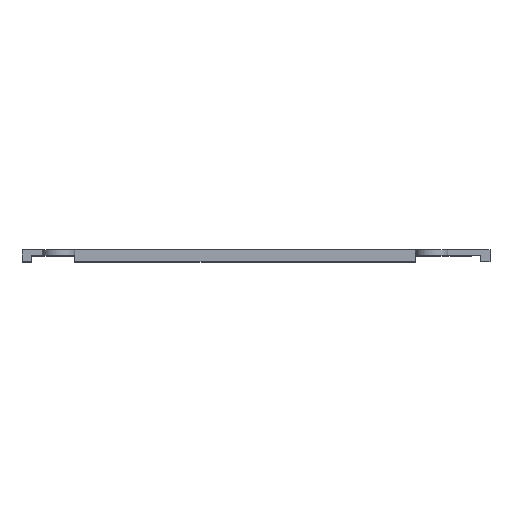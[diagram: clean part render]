
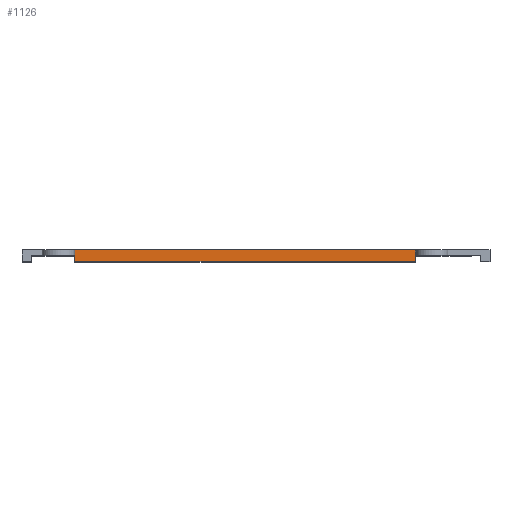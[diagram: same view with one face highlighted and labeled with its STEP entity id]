
A CAD part, top view. The second image highlights one B-rep face of the part: STEP entity #1126.
In plain terms, the highlighted planar face has unit normal (0, 0, 1).
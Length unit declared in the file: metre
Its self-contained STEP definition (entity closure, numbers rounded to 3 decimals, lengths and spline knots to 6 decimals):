
#310=ORIENTED_EDGE('',*,*,#474,.F.);
#311=ORIENTED_EDGE('',*,*,#349,.F.);
#312=ORIENTED_EDGE('',*,*,#486,.F.);
#313=ORIENTED_EDGE('',*,*,#493,.T.);
#314=ORIENTED_EDGE('',*,*,#491,.T.);
#315=ORIENTED_EDGE('',*,*,#344,.T.);
#344=EDGE_CURVE('',#498,#499,#602,.T.);
#349=EDGE_CURVE('',#503,#504,#607,.T.);
#474=EDGE_CURVE('',#504,#499,#716,.T.);
#486=EDGE_CURVE('',#598,#503,#728,.T.);
#491=EDGE_CURVE('',#601,#498,#733,.T.);
#493=EDGE_CURVE('',#598,#601,#735,.T.);
#498=VERTEX_POINT('',#1506);
#499=VERTEX_POINT('',#1507);
#503=VERTEX_POINT('',#1516);
#504=VERTEX_POINT('',#1518);
#598=VERTEX_POINT('',#1793);
#601=VERTEX_POINT('',#1803);
#602=LINE('',#1505,#740);
#607=LINE('',#1517,#745);
#716=LINE('',#1770,#854);
#728=LINE('',#1792,#866);
#733=LINE('',#1802,#871);
#735=LINE('',#1806,#873);
#740=VECTOR('',#1223,1.);
#745=VECTOR('',#1230,1.);
#854=VECTOR('',#1447,1.);
#866=VECTOR('',#1471,1.);
#871=VECTOR('',#1480,1.);
#873=VECTOR('',#1484,1.);
#946=EDGE_LOOP('',(#310,#311,#312,#313,#314,#315));
#1022=FACE_BOUND('',#946,.T.);
#1070=PLANE('',#1211);
#1126=ADVANCED_FACE('',(#1022),#1070,.T.);
#1211=AXIS2_PLACEMENT_3D('',#1805,#1482,#1483);
#1223=DIRECTION('',(0.,1.,0.));
#1230=DIRECTION('',(0.,1.,0.));
#1447=DIRECTION('',(1.,0.,0.));
#1471=DIRECTION('',(0.,1.,0.));
#1480=DIRECTION('',(0.,1.,0.));
#1482=DIRECTION('',(0.,0.,1.));
#1483=DIRECTION('',(1.,0.,0.));
#1484=DIRECTION('',(1.,0.,0.));
#1505=CARTESIAN_POINT('',(0.035334,-0.0025,0.064758));
#1506=CARTESIAN_POINT('',(0.035334,-0.0012,0.064758));
#1507=CARTESIAN_POINT('',(0.035334,0.,0.064758));
#1516=CARTESIAN_POINT('',(-0.040166,-0.0012,0.064758));
#1517=CARTESIAN_POINT('',(-0.040166,-0.0025,0.064758));
#1518=CARTESIAN_POINT('',(-0.040166,0.,0.064758));
#1770=CARTESIAN_POINT('',(-0.002416,0.,0.064758));
#1792=CARTESIAN_POINT('',(-0.040166,-0.0025,0.064758));
#1793=CARTESIAN_POINT('',(-0.040166,-0.0025,0.064758));
#1802=CARTESIAN_POINT('',(0.035334,-0.0025,0.064758));
#1803=CARTESIAN_POINT('',(0.035334,-0.0025,0.064758));
#1805=CARTESIAN_POINT('',(-0.002416,-0.0025,0.064758));
#1806=CARTESIAN_POINT('',(-0.002416,-0.0025,0.064758));
